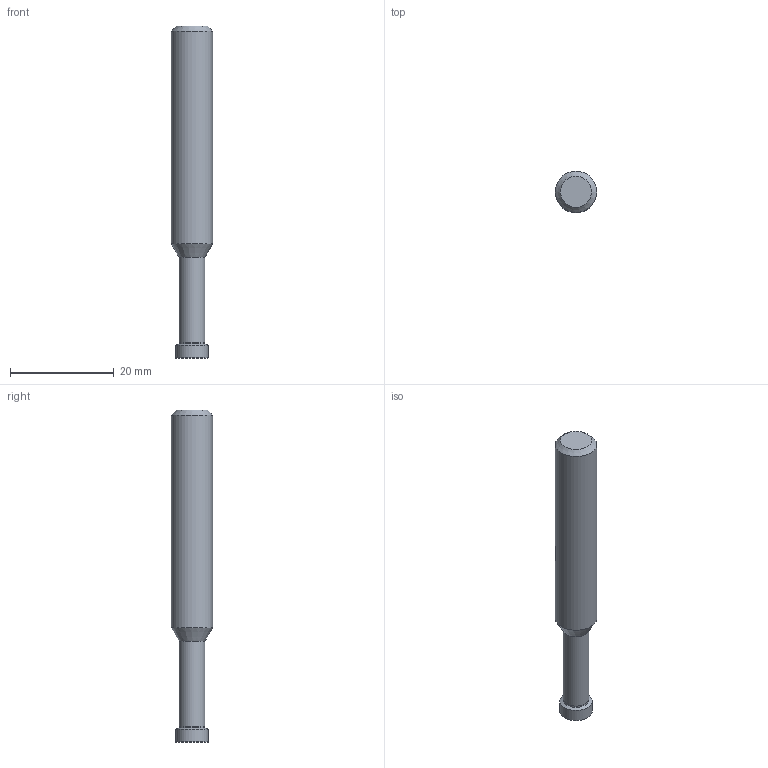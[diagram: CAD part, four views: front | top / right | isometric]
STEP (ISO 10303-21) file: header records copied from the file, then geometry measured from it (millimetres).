
FILE_DESCRIPTION(/* description */ ('Alibre Inc.'),/* implementation_level */ '2;1');
FILE_NAME(/* name */ 'export-CF0D72F2-765C-4F4D-BDE4-4AD5C031CE6B',/* time_stamp */ '2022-11-29T10:52:26+01:00',/* author */ (''),/* organization */ (''),/* preprocessor_version */ 'ST-DEVELOPER v17',/* originating_system */ 'Alibre',/* authorisation */ '');
FILE_SCHEMA (('AUTOMOTIVE_DESIGN'));
Length unit declared in the file: millimetre
Products named in the file (3): 4228 9.728_PART2; 4228 9.728_PART1; 4228 9.728
Bounding box: 8 x 8 x 64 mm (x, y, z)
Volume: 2595.2 mm3; surface area: 1541.2 mm2
Topology: 2 solids, 2 shells, 14 faces, 28 edges, 18 vertices
Faces by surface type: cylinder 5, cone 5, plane 4
Full cylindrical faces by diameter (mm): 5 x2, 6.002 x1, 6.2 x1, 8 x1
Entity records: 429 total; most frequent: DIRECTION 74, CARTESIAN_POINT 62, ORIENTED_EDGE 56, AXIS2_PLACEMENT_3D 34, EDGE_CURVE 28, VERTEX_POINT 18, CIRCLE 16, EDGE_LOOP 14
